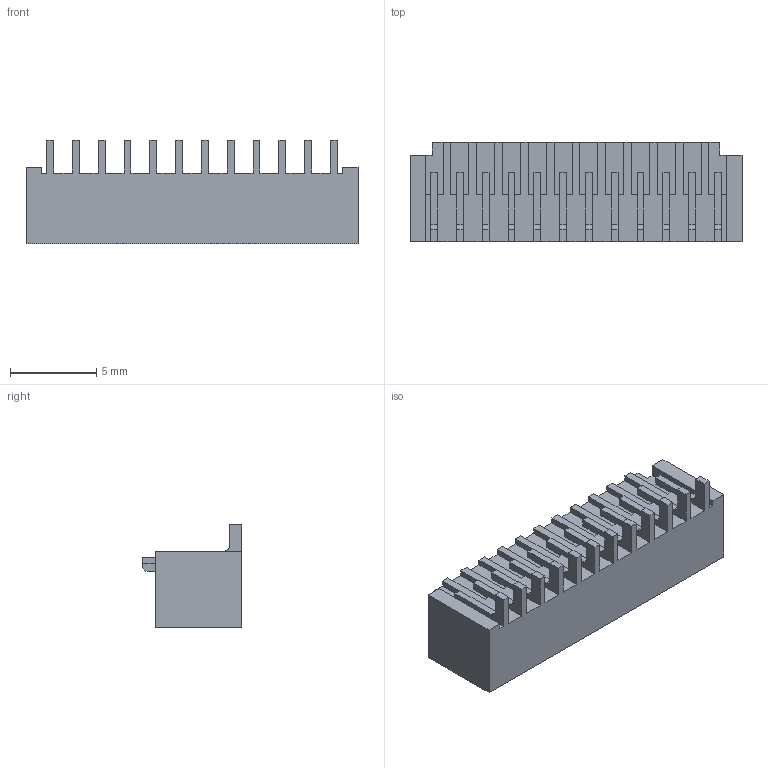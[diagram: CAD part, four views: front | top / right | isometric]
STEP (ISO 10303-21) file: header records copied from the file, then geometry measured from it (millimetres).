
FILE_DESCRIPTION((''),'2;1');
FILE_NAME('874371243','2019-07-23T',('gga'),(''),'PRO/ENGINEER BY PARAMETRIC TECHNOLOGY CORPORATION, 2016010','PRO/ENGINEER BY PARAMETRIC TECHNOLOGY CORPORATION, 2016010','');
FILE_SCHEMA(('CONFIG_CONTROL_DESIGN'));
Length unit declared in the file: millimetre
Products named in the file (1): 874371243
Bounding box: 19.3 x 5.75 x 6 mm (x, y, z)
Volume: 235.8 mm3; surface area: 747.9 mm2
Topology: 1 solids, 1 shells, 254 faces, 808 edges, 568 vertices
Faces by surface type: plane 242, cylinder 12
Entity records: 8663 total; most frequent: CARTESIAN_POINT 1535, ORIENTED_EDGE 1424, DIRECTION 1342, VECTOR 784, LINE 784, EDGE_CURVE 712, VERTEX_POINT 472, AXIS2_PLACEMENT_3D 279
